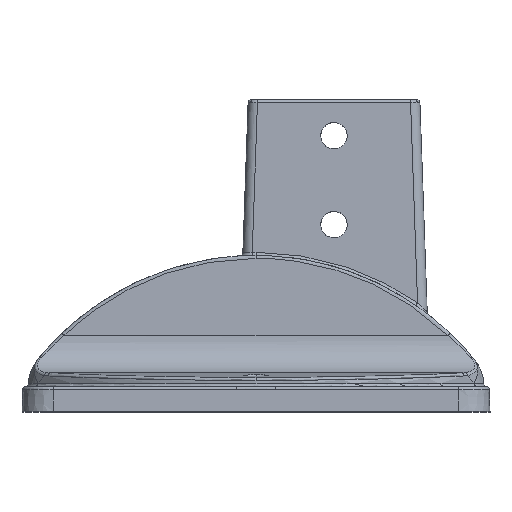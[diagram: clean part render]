
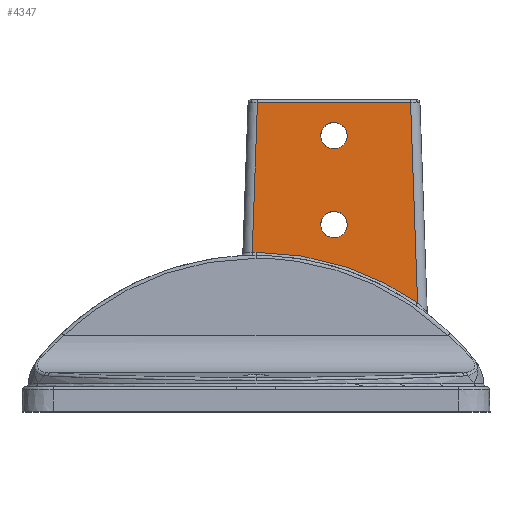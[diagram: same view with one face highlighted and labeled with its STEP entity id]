
A CAD part, top view. The second image highlights one B-rep face of the part: STEP entity #4347.
In plain terms, the highlighted planar face has unit normal (0, 0.035, 0.999).
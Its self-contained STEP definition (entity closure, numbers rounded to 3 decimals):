
#36=FACE_BOUND($,#1396,.T.);
#37=FACE_BOUND($,#1397,.T.);
#78=PLANE($,#4683);
#560=LINE($,#7633,#764);
#561=LINE($,#7634,#765);
#562=LINE($,#7635,#766);
#764=VECTOR($,#5345,64.194);
#765=VECTOR($,#5346,49.071);
#766=VECTOR($,#5347,48.018);
#862=(
BOUNDED_CURVE()
B_SPLINE_CURVE(3,(#6182,#6183,#6184,#6185),.UNSPECIFIED.,.F.,.F.)
B_SPLINE_CURVE_WITH_KNOTS((4,4),(4.712,7.854),
 .UNSPECIFIED.)
CURVE()
GEOMETRIC_REPRESENTATION_ITEM()
RATIONAL_B_SPLINE_CURVE((1.,0.333,0.333,1.))
REPRESENTATION_ITEM($)
);
#866=(
BOUNDED_CURVE()
B_SPLINE_CURVE(3,(#6212,#6213,#6214,#6215),.UNSPECIFIED.,.F.,.F.)
B_SPLINE_CURVE_WITH_KNOTS((4,4),(4.712,7.854),
 .UNSPECIFIED.)
CURVE()
GEOMETRIC_REPRESENTATION_ITEM()
RATIONAL_B_SPLINE_CURVE((1.,0.333,0.333,1.))
REPRESENTATION_ITEM($)
);
#872=(
BOUNDED_CURVE()
B_SPLINE_CURVE(3,(#6373,#6374,#6375,#6376),.UNSPECIFIED.,.F.,.F.)
B_SPLINE_CURVE_WITH_KNOTS((4,4),(6.27,6.283),
 .UNSPECIFIED.)
CURVE()
GEOMETRIC_REPRESENTATION_ITEM()
RATIONAL_B_SPLINE_CURVE((1.,1.,1.,1.))
REPRESENTATION_ITEM($)
);
#914=(
BOUNDED_CURVE()
B_SPLINE_CURVE(3,(#7636,#7637,#7638,#7639),.UNSPECIFIED.,.F.,.F.)
B_SPLINE_CURVE_WITH_KNOTS((4,4),(0.,0.605),
 .UNSPECIFIED.)
CURVE()
GEOMETRIC_REPRESENTATION_ITEM()
RATIONAL_B_SPLINE_CURVE((1.,0.97,0.97,1.))
REPRESENTATION_ITEM($)
);
#915=(
BOUNDED_CURVE()
B_SPLINE_CURVE(3,(#7640,#7641,#7642,#7643),.UNSPECIFIED.,.F.,.F.)
B_SPLINE_CURVE_WITH_KNOTS((4,4),(1.571,4.712),
 .UNSPECIFIED.)
CURVE()
GEOMETRIC_REPRESENTATION_ITEM()
RATIONAL_B_SPLINE_CURVE((1.,0.333,0.333,1.))
REPRESENTATION_ITEM($)
);
#916=(
BOUNDED_CURVE()
B_SPLINE_CURVE(3,(#7644,#7645,#7646,#7647),.UNSPECIFIED.,.F.,.F.)
B_SPLINE_CURVE_WITH_KNOTS((4,4),(1.571,4.712),
 .UNSPECIFIED.)
CURVE()
GEOMETRIC_REPRESENTATION_ITEM()
RATIONAL_B_SPLINE_CURVE((1.,0.333,0.333,1.))
REPRESENTATION_ITEM($)
);
#1111=FACE_OUTER_BOUND($,#1395,.T.);
#1395=EDGE_LOOP($,(#3124,#3125,#3126,#3127,#3128));
#1396=EDGE_LOOP($,(#3129,#3130));
#1397=EDGE_LOOP($,(#3131,#3132));
#1740=VERTEX_POINT($,#6179);
#1741=VERTEX_POINT($,#6181);
#1748=VERTEX_POINT($,#6209);
#1749=VERTEX_POINT($,#6211);
#1779=VERTEX_POINT($,#6370);
#1780=VERTEX_POINT($,#6372);
#1805=VERTEX_POINT($,#6622);
#1970=VERTEX_POINT($,#7631);
#1971=VERTEX_POINT($,#7632);
#2121=EDGE_CURVE($,#1741,#1740,#862,.T.);
#2129=EDGE_CURVE($,#1749,#1748,#866,.T.);
#2164=EDGE_CURVE($,#1780,#1779,#872,.T.);
#2418=EDGE_CURVE($,#1970,#1971,#560,.T.);
#2419=EDGE_CURVE($,#1971,#1805,#561,.T.);
#2420=EDGE_CURVE($,#1805,#1780,#562,.T.);
#2421=EDGE_CURVE($,#1779,#1970,#914,.T.);
#2422=EDGE_CURVE($,#1740,#1741,#915,.T.);
#2423=EDGE_CURVE($,#1748,#1749,#916,.T.);
#3124=ORIENTED_EDGE($,*,*,#2418,.T.);
#3125=ORIENTED_EDGE($,*,*,#2419,.T.);
#3126=ORIENTED_EDGE($,*,*,#2420,.T.);
#3127=ORIENTED_EDGE($,*,*,#2164,.T.);
#3128=ORIENTED_EDGE($,*,*,#2421,.T.);
#3129=ORIENTED_EDGE($,*,*,#2121,.T.);
#3130=ORIENTED_EDGE($,*,*,#2422,.T.);
#3131=ORIENTED_EDGE($,*,*,#2129,.T.);
#3132=ORIENTED_EDGE($,*,*,#2423,.T.);
#4347=ADVANCED_FACE($,(#1111,#36,#37),#78,.T.);
#4683=AXIS2_PLACEMENT_3D($,#7630,#5343,#5344);
#5343=DIRECTION('center_axis',(0.,0.035,
0.999));
#5344=DIRECTION('ref_axis',(1.,0.,0.));
#5345=DIRECTION($,(-0.035,0.999,-0.035));
#5346=DIRECTION($,(-1.,0.,0.));
#5347=DIRECTION($,(-0.035,-0.999,0.035));
#6179=CARTESIAN_POINT('',(-4.25,60.001,28.897));
#6181=CARTESIAN_POINT('',(4.25,60.001,28.897));
#6182=CARTESIAN_POINT('Ctrl Pts',(4.25,60.001,28.897));
#6183=CARTESIAN_POINT('Ctrl Pts',(4.25,51.501,29.194));
#6184=CARTESIAN_POINT('Ctrl Pts',(-4.25,51.501,29.194));
#6185=CARTESIAN_POINT('Ctrl Pts',(-4.25,60.001,28.897));
#6209=CARTESIAN_POINT('',(-4.25,88.501,27.902));
#6211=CARTESIAN_POINT('',(4.25,88.501,27.902));
#6212=CARTESIAN_POINT('Ctrl Pts',(4.25,88.501,27.902));
#6213=CARTESIAN_POINT('Ctrl Pts',(4.25,80.001,28.198));
#6214=CARTESIAN_POINT('Ctrl Pts',(-4.25,80.001,28.198));
#6215=CARTESIAN_POINT('Ctrl Pts',(-4.25,88.501,27.902));
#6370=CARTESIAN_POINT('',(-25.,51.084,29.208));
#6372=CARTESIAN_POINT('',(-26.21,51.075,29.208));
#6373=CARTESIAN_POINT('Ctrl Pts',(-26.21,51.075,29.208));
#6374=CARTESIAN_POINT('Ctrl Pts',(-25.807,51.081,29.208));
#6375=CARTESIAN_POINT('Ctrl Pts',(-25.403,51.084,29.208));
#6376=CARTESIAN_POINT('Ctrl Pts',(-25.,51.084,29.208));
#6622=CARTESIAN_POINT('',(-24.536,99.035,27.534));
#7630=CARTESIAN_POINT('Origin',(-27.5,100.,27.5));
#7631=CARTESIAN_POINT('',(26.774,34.919,29.773));
#7632=CARTESIAN_POINT('',(24.536,99.035,27.534));
#7633=CARTESIAN_POINT($,(24.439,101.812,27.437));
#7634=CARTESIAN_POINT($,(-27.5,99.035,27.534));
#7635=CARTESIAN_POINT($,(-24.505,99.896,27.504));
#7636=CARTESIAN_POINT('Ctrl Pts',(-25.,51.084,29.208));
#7637=CARTESIAN_POINT('Ctrl Pts',(-6.356,51.084,29.208));
#7638=CARTESIAN_POINT('Ctrl Pts',(11.442,45.527,29.402));
#7639=CARTESIAN_POINT('Ctrl Pts',(26.774,34.919,29.773));
#7640=CARTESIAN_POINT('Ctrl Pts',(-4.25,60.001,28.897));
#7641=CARTESIAN_POINT('Ctrl Pts',(-4.25,68.501,28.6));
#7642=CARTESIAN_POINT('Ctrl Pts',(4.25,68.501,28.6));
#7643=CARTESIAN_POINT('Ctrl Pts',(4.25,60.001,28.897));
#7644=CARTESIAN_POINT('Ctrl Pts',(-4.25,88.501,27.902));
#7645=CARTESIAN_POINT('Ctrl Pts',(-4.25,97.001,27.605));
#7646=CARTESIAN_POINT('Ctrl Pts',(4.25,97.001,27.605));
#7647=CARTESIAN_POINT('Ctrl Pts',(4.25,88.501,27.902));
